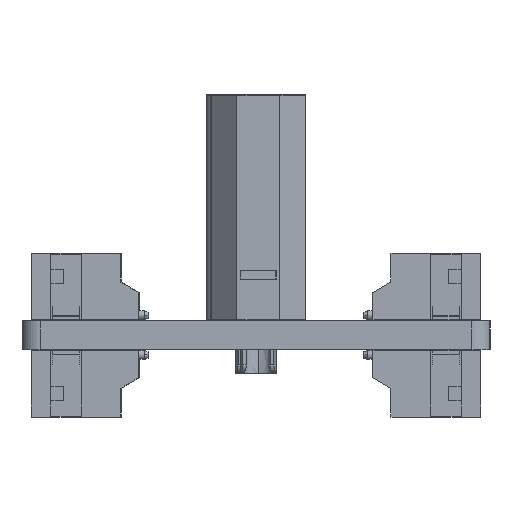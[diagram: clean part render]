
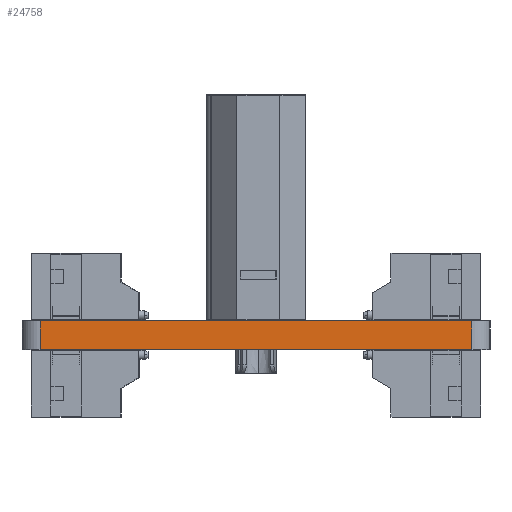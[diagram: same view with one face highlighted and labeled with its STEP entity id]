
A CAD part, left-side view. The second image highlights one B-rep face of the part: STEP entity #24758.
In plain terms, the highlighted planar face has unit normal (-1, 0, 0).
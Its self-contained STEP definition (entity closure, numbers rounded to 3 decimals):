
#21732 = PLANE('',#21733);
#21733 = AXIS2_PLACEMENT_3D('',#21734,#21735,#21736);
#21734 = CARTESIAN_POINT('',(36.5,-13.,1.6));
#21735 = DIRECTION('',(-0.,-0.,-1.));
#21736 = DIRECTION('',(-1.,0.,0.));
#21791 = PLANE('',#21792);
#21792 = AXIS2_PLACEMENT_3D('',#21793,#21794,#21795);
#21793 = CARTESIAN_POINT('',(36.5,-13.,0.));
#21794 = DIRECTION('',(-0.,-0.,-1.));
#21795 = DIRECTION('',(-1.,0.,0.));
#22875 = VERTEX_POINT('',#22876);
#22876 = CARTESIAN_POINT('',(0.,-25.,0.));
#22895 = CYLINDRICAL_SURFACE('',#22896,1.);
#22896 = AXIS2_PLACEMENT_3D('',#22897,#22898,#22899);
#22897 = CARTESIAN_POINT('',(1.,-25.,0.));
#22898 = DIRECTION('',(-0.,-0.,-1.));
#22899 = DIRECTION('',(1.,0.,-0.));
#22907 = EDGE_CURVE('',#22875,#22908,#22910,.T.);
#22908 = VERTEX_POINT('',#22909);
#22909 = CARTESIAN_POINT('',(0.,-1.,0.));
#22910 = SURFACE_CURVE('',#22911,(#22915,#22922),.PCURVE_S1.);
#22911 = LINE('',#22912,#22913);
#22912 = CARTESIAN_POINT('',(0.,-25.,0.));
#22913 = VECTOR('',#22914,1.);
#22914 = DIRECTION('',(0.,1.,0.));
#22915 = PCURVE('',#21791,#22916);
#22916 = DEFINITIONAL_REPRESENTATION('',(#22917),#22921);
#22917 = LINE('',#22918,#22919);
#22918 = CARTESIAN_POINT('',(36.5,-12.));
#22919 = VECTOR('',#22920,1.);
#22920 = DIRECTION('',(0.,1.));
#22921 = ( GEOMETRIC_REPRESENTATION_CONTEXT(2) 
PARAMETRIC_REPRESENTATION_CONTEXT() REPRESENTATION_CONTEXT('2D SPACE',''
  ) );
#22922 = PCURVE('',#22923,#22928);
#22923 = PLANE('',#22924);
#22924 = AXIS2_PLACEMENT_3D('',#22925,#22926,#22927);
#22925 = CARTESIAN_POINT('',(0.,-25.,0.));
#22926 = DIRECTION('',(-1.,0.,0.));
#22927 = DIRECTION('',(0.,1.,0.));
#22928 = DEFINITIONAL_REPRESENTATION('',(#22929),#22933);
#22929 = LINE('',#22930,#22931);
#22930 = CARTESIAN_POINT('',(0.,0.));
#22931 = VECTOR('',#22932,1.);
#22932 = DIRECTION('',(1.,0.));
#22933 = ( GEOMETRIC_REPRESENTATION_CONTEXT(2) 
PARAMETRIC_REPRESENTATION_CONTEXT() REPRESENTATION_CONTEXT('2D SPACE',''
  ) );
#22956 = CYLINDRICAL_SURFACE('',#22957,1.);
#22957 = AXIS2_PLACEMENT_3D('',#22958,#22959,#22960);
#22958 = CARTESIAN_POINT('',(1.,-1.,0.));
#22959 = DIRECTION('',(-0.,-0.,-1.));
#22960 = DIRECTION('',(1.,0.,-0.));
#24100 = VERTEX_POINT('',#24101);
#24101 = CARTESIAN_POINT('',(0.,-25.,1.6));
#24127 = EDGE_CURVE('',#24100,#24128,#24130,.T.);
#24128 = VERTEX_POINT('',#24129);
#24129 = CARTESIAN_POINT('',(0.,-1.,1.6));
#24130 = SURFACE_CURVE('',#24131,(#24135,#24142),.PCURVE_S1.);
#24131 = LINE('',#24132,#24133);
#24132 = CARTESIAN_POINT('',(0.,-25.,1.6));
#24133 = VECTOR('',#24134,1.);
#24134 = DIRECTION('',(0.,1.,0.));
#24135 = PCURVE('',#21732,#24136);
#24136 = DEFINITIONAL_REPRESENTATION('',(#24137),#24141);
#24137 = LINE('',#24138,#24139);
#24138 = CARTESIAN_POINT('',(36.5,-12.));
#24139 = VECTOR('',#24140,1.);
#24140 = DIRECTION('',(0.,1.));
#24141 = ( GEOMETRIC_REPRESENTATION_CONTEXT(2) 
PARAMETRIC_REPRESENTATION_CONTEXT() REPRESENTATION_CONTEXT('2D SPACE',''
  ) );
#24142 = PCURVE('',#22923,#24143);
#24143 = DEFINITIONAL_REPRESENTATION('',(#24144),#24148);
#24144 = LINE('',#24145,#24146);
#24145 = CARTESIAN_POINT('',(0.,-1.6));
#24146 = VECTOR('',#24147,1.);
#24147 = DIRECTION('',(1.,0.));
#24148 = ( GEOMETRIC_REPRESENTATION_CONTEXT(2) 
PARAMETRIC_REPRESENTATION_CONTEXT() REPRESENTATION_CONTEXT('2D SPACE',''
  ) );
#24710 = EDGE_CURVE('',#22908,#24128,#24711,.T.);
#24711 = SURFACE_CURVE('',#24712,(#24716,#24723),.PCURVE_S1.);
#24712 = LINE('',#24713,#24714);
#24713 = CARTESIAN_POINT('',(0.,-1.,0.));
#24714 = VECTOR('',#24715,1.);
#24715 = DIRECTION('',(0.,0.,1.));
#24716 = PCURVE('',#22956,#24717);
#24717 = DEFINITIONAL_REPRESENTATION('',(#24718),#24722);
#24718 = LINE('',#24719,#24720);
#24719 = CARTESIAN_POINT('',(-3.142,0.));
#24720 = VECTOR('',#24721,1.);
#24721 = DIRECTION('',(-0.,-1.));
#24722 = ( GEOMETRIC_REPRESENTATION_CONTEXT(2) 
PARAMETRIC_REPRESENTATION_CONTEXT() REPRESENTATION_CONTEXT('2D SPACE',''
  ) );
#24723 = PCURVE('',#22923,#24724);
#24724 = DEFINITIONAL_REPRESENTATION('',(#24725),#24729);
#24725 = LINE('',#24726,#24727);
#24726 = CARTESIAN_POINT('',(24.,0.));
#24727 = VECTOR('',#24728,1.);
#24728 = DIRECTION('',(0.,-1.));
#24729 = ( GEOMETRIC_REPRESENTATION_CONTEXT(2) 
PARAMETRIC_REPRESENTATION_CONTEXT() REPRESENTATION_CONTEXT('2D SPACE',''
  ) );
#24758 = ADVANCED_FACE('',(#24759),#22923,.T.);
#24759 = FACE_BOUND('',#24760,.T.);
#24760 = EDGE_LOOP('',(#24761,#24782,#24783,#24784));
#24761 = ORIENTED_EDGE('',*,*,#24762,.T.);
#24762 = EDGE_CURVE('',#22875,#24100,#24763,.T.);
#24763 = SURFACE_CURVE('',#24764,(#24768,#24775),.PCURVE_S1.);
#24764 = LINE('',#24765,#24766);
#24765 = CARTESIAN_POINT('',(0.,-25.,0.));
#24766 = VECTOR('',#24767,1.);
#24767 = DIRECTION('',(0.,0.,1.));
#24768 = PCURVE('',#22923,#24769);
#24769 = DEFINITIONAL_REPRESENTATION('',(#24770),#24774);
#24770 = LINE('',#24771,#24772);
#24771 = CARTESIAN_POINT('',(0.,0.));
#24772 = VECTOR('',#24773,1.);
#24773 = DIRECTION('',(0.,-1.));
#24774 = ( GEOMETRIC_REPRESENTATION_CONTEXT(2) 
PARAMETRIC_REPRESENTATION_CONTEXT() REPRESENTATION_CONTEXT('2D SPACE',''
  ) );
#24775 = PCURVE('',#22895,#24776);
#24776 = DEFINITIONAL_REPRESENTATION('',(#24777),#24781);
#24777 = LINE('',#24778,#24779);
#24778 = CARTESIAN_POINT('',(-3.142,0.));
#24779 = VECTOR('',#24780,1.);
#24780 = DIRECTION('',(-0.,-1.));
#24781 = ( GEOMETRIC_REPRESENTATION_CONTEXT(2) 
PARAMETRIC_REPRESENTATION_CONTEXT() REPRESENTATION_CONTEXT('2D SPACE',''
  ) );
#24782 = ORIENTED_EDGE('',*,*,#24127,.T.);
#24783 = ORIENTED_EDGE('',*,*,#24710,.F.);
#24784 = ORIENTED_EDGE('',*,*,#22907,.F.);
